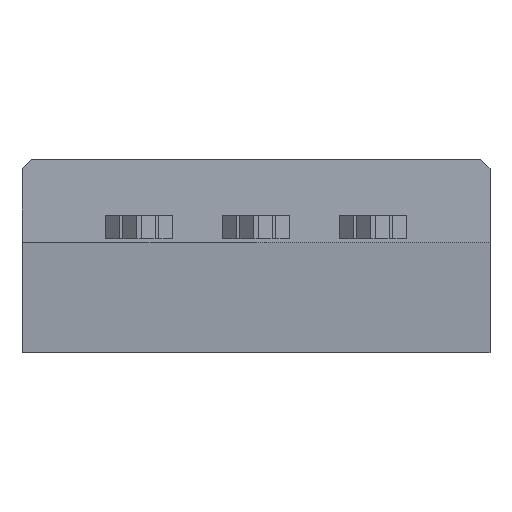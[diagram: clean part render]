
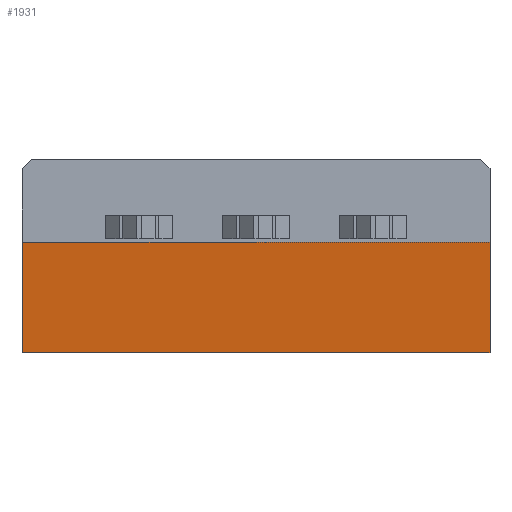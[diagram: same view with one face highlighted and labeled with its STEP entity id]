
A CAD part, front view. The second image highlights one B-rep face of the part: STEP entity #1931.
In plain terms, the highlighted planar face has unit normal (0, -0.994, -0.107).
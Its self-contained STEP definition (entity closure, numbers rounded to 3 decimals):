
#49 = ORIENTED_EDGE ( 'NONE', *, *, #472, .F. ) ;
#241 = EDGE_LOOP ( 'NONE', ( #49, #368, #2022, #2172 ) ) ;
#330 = CARTESIAN_POINT ( 'NONE',  ( 5.08, 0.258, 0. ) ) ;
#368 = ORIENTED_EDGE ( 'NONE', *, *, #1239, .F. ) ;
#469 = VECTOR ( 'NONE', #500, 1000. ) ;
#472 = EDGE_CURVE ( 'NONE', #2249, #863, #1032, .T. ) ;
#500 = DIRECTION ( 'NONE',  ( 0., 0.107, -0.994 ) ) ;
#538 = VERTEX_POINT ( 'NONE', #800 ) ;
#613 = CARTESIAN_POINT ( 'NONE',  ( 5.08, 0., 2.394 ) ) ;
#800 = CARTESIAN_POINT ( 'NONE',  ( -5.08, 0.258, 0. ) ) ;
#863 = VERTEX_POINT ( 'NONE', #330 ) ;
#932 = AXIS2_PLACEMENT_3D ( 'NONE', #2011, #1426, #1080 ) ;
#957 = CARTESIAN_POINT ( 'NONE',  ( 5.08, 0., 2.394 ) ) ;
#1032 = LINE ( 'NONE', #1636, #469 ) ;
#1080 = DIRECTION ( 'NONE',  ( 0., -0.107, 0.994 ) ) ;
#1130 = DIRECTION ( 'NONE',  ( 1., 0., 0. ) ) ;
#1239 = EDGE_CURVE ( 'NONE', #1920, #2249, #1922, .T. ) ;
#1248 = PLANE ( 'NONE',  #932 ) ;
#1275 = CARTESIAN_POINT ( 'NONE',  ( -5.08, 0.258, 0. ) ) ;
#1288 = VECTOR ( 'NONE', #1893, 1000. ) ;
#1342 = EDGE_CURVE ( 'NONE', #538, #1920, #1692, .T. ) ;
#1348 = CARTESIAN_POINT ( 'NONE',  ( 0., 0.258, 0. ) ) ;
#1426 = DIRECTION ( 'NONE',  ( 0., 0.994, 0.107 ) ) ;
#1450 = VECTOR ( 'NONE', #1130, 1000. ) ;
#1511 = EDGE_CURVE ( 'NONE', #538, #863, #1762, .T. ) ;
#1597 = VECTOR ( 'NONE', #2018, 1000. ) ;
#1636 = CARTESIAN_POINT ( 'NONE',  ( 5.08, 0., 2.394 ) ) ;
#1692 = LINE ( 'NONE', #1275, #1597 ) ;
#1762 = LINE ( 'NONE', #1348, #1450 ) ;
#1893 = DIRECTION ( 'NONE',  ( 1., 0., 0. ) ) ;
#1920 = VERTEX_POINT ( 'NONE', #2388 ) ;
#1922 = LINE ( 'NONE', #957, #1288 ) ;
#1931 = ADVANCED_FACE ( 'NONE', ( #2120 ), #1248, .F. ) ;
#2011 = CARTESIAN_POINT ( 'NONE',  ( 5.08, 0.258, 0. ) ) ;
#2018 = DIRECTION ( 'NONE',  ( 0., -0.107, 0.994 ) ) ;
#2022 = ORIENTED_EDGE ( 'NONE', *, *, #1342, .F. ) ;
#2120 = FACE_OUTER_BOUND ( 'NONE', #241, .T. ) ;
#2172 = ORIENTED_EDGE ( 'NONE', *, *, #1511, .T. ) ;
#2249 = VERTEX_POINT ( 'NONE', #613 ) ;
#2388 = CARTESIAN_POINT ( 'NONE',  ( -5.08, 0., 2.394 ) ) ;
